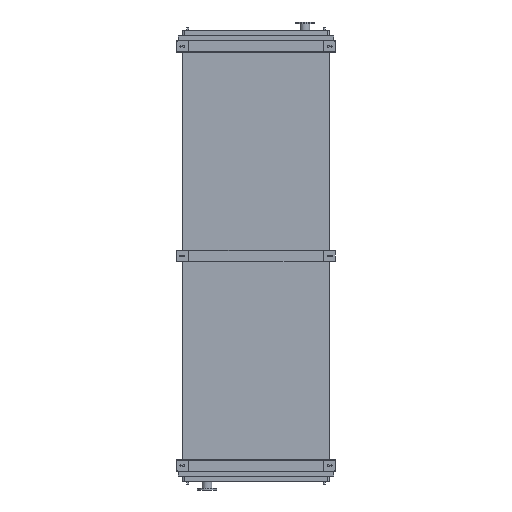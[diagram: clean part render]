
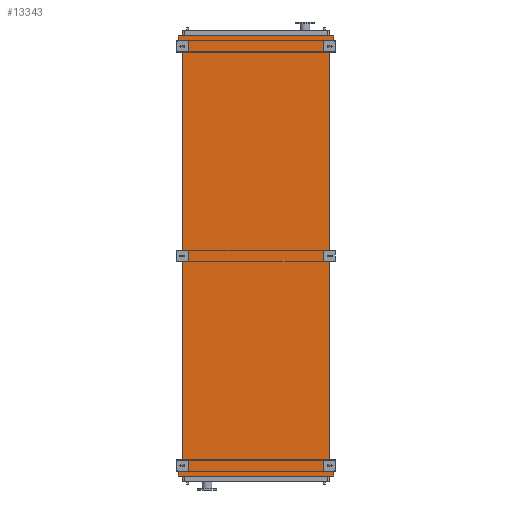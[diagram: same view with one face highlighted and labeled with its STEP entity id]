
A CAD part, front view. The second image highlights one B-rep face of the part: STEP entity #13343.
In plain terms, the highlighted planar face has unit normal (0, -1, 0).
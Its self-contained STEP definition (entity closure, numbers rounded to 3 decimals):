
#545 = LINE ( 'NONE', #14211, #31582 ) ;
#549 = EDGE_CURVE ( 'NONE', #16146, #22791, #21322, .T. ) ;
#823 = DIRECTION ( 'NONE',  ( -1., 0., 0. ) ) ;
#856 = CARTESIAN_POINT ( 'NONE',  ( 891., 0., -4945. ) ) ;
#986 = CARTESIAN_POINT ( 'NONE',  ( -845., 0., 0. ) ) ;
#1437 = EDGE_CURVE ( 'NONE', #6810, #16146, #14597, .T. ) ;
#1846 = CARTESIAN_POINT ( 'NONE',  ( 845., 0., -4850. ) ) ;
#1969 = DIRECTION ( 'NONE',  ( 0., 0., 1. ) ) ;
#2157 = CARTESIAN_POINT ( 'NONE',  ( -891., 0., -4945. ) ) ;
#2201 = CARTESIAN_POINT ( 'NONE',  ( -891., 0., 53. ) ) ;
#2416 = DIRECTION ( 'NONE',  ( 0., 0., -1. ) ) ;
#3362 = ORIENTED_EDGE ( 'NONE', *, *, #18702, .F. ) ;
#3658 = LINE ( 'NONE', #2157, #29758 ) ;
#4171 = ORIENTED_EDGE ( 'NONE', *, *, #22938, .F. ) ;
#4315 = FACE_OUTER_BOUND ( 'NONE', #32185, .T. ) ;
#4756 = CARTESIAN_POINT ( 'NONE',  ( 891., 0., -4945. ) ) ;
#4976 = LINE ( 'NONE', #856, #25531 ) ;
#5146 = DIRECTION ( 'NONE',  ( 0., 0., 1. ) ) ;
#5185 = CARTESIAN_POINT ( 'NONE',  ( 845., 0., -4850. ) ) ;
#6036 = DIRECTION ( 'NONE',  ( -0.655, 0., 0.755 ) ) ;
#6456 = VERTEX_POINT ( 'NONE', #22047 ) ;
#6673 = CARTESIAN_POINT ( 'NONE',  ( -891., 0., 95. ) ) ;
#6733 = VECTOR ( 'NONE', #2416, 1000. ) ;
#6810 = VERTEX_POINT ( 'NONE', #10156 ) ;
#7761 = EDGE_CURVE ( 'NONE', #15967, #11736, #8744, .T. ) ;
#8494 = VERTEX_POINT ( 'NONE', #9216 ) ;
#8744 = LINE ( 'NONE', #986, #28325 ) ;
#9216 = CARTESIAN_POINT ( 'NONE',  ( -845., 0., -4850. ) ) ;
#9289 = VECTOR ( 'NONE', #24204, 1000. ) ;
#9327 = ORIENTED_EDGE ( 'NONE', *, *, #549, .F. ) ;
#9720 = ORIENTED_EDGE ( 'NONE', *, *, #27550, .F. ) ;
#10134 = ORIENTED_EDGE ( 'NONE', *, *, #21608, .F. ) ;
#10156 = CARTESIAN_POINT ( 'NONE',  ( 845., 0., -4850. ) ) ;
#10537 = LINE ( 'NONE', #25082, #29831 ) ;
#11163 = VECTOR ( 'NONE', #27932, 1000. ) ;
#11337 = CARTESIAN_POINT ( 'NONE',  ( 891., 0., -4903. ) ) ;
#11681 = CARTESIAN_POINT ( 'NONE',  ( 891., 0., -4903. ) ) ;
#11736 = VERTEX_POINT ( 'NONE', #26819 ) ;
#12010 = LINE ( 'NONE', #27833, #11163 ) ;
#12222 = VERTEX_POINT ( 'NONE', #19285 ) ;
#12691 = ORIENTED_EDGE ( 'NONE', *, *, #15216, .F. ) ;
#12895 = EDGE_CURVE ( 'NONE', #6810, #28340, #18201, .T. ) ;
#13311 = EDGE_CURVE ( 'NONE', #8494, #15967, #12010, .T. ) ;
#13343 = ADVANCED_FACE ( 'NONE', ( #4315 ), #27348, .T. ) ;
#13645 = CARTESIAN_POINT ( 'NONE',  ( 845., 0., 0. ) ) ;
#13677 = VECTOR ( 'NONE', #27943, 1000. ) ;
#14211 = CARTESIAN_POINT ( 'NONE',  ( -891., 0., 95. ) ) ;
#14597 = LINE ( 'NONE', #1846, #32469 ) ;
#15216 = EDGE_CURVE ( 'NONE', #22791, #31747, #4976, .T. ) ;
#15967 = VERTEX_POINT ( 'NONE', #28787 ) ;
#16119 = VECTOR ( 'NONE', #20244, 1000. ) ;
#16146 = VERTEX_POINT ( 'NONE', #11337 ) ;
#16540 = CARTESIAN_POINT ( 'NONE',  ( -891., 0., -4903. ) ) ;
#18201 = LINE ( 'NONE', #5185, #30373 ) ;
#18397 = ORIENTED_EDGE ( 'NONE', *, *, #7761, .F. ) ;
#18702 = EDGE_CURVE ( 'NONE', #28514, #28340, #10537, .T. ) ;
#19285 = CARTESIAN_POINT ( 'NONE',  ( 891., 0., 95. ) ) ;
#19550 = VERTEX_POINT ( 'NONE', #6673 ) ;
#20244 = DIRECTION ( 'NONE',  ( 0., 0., 1. ) ) ;
#21322 = LINE ( 'NONE', #11681, #6733 ) ;
#21608 = EDGE_CURVE ( 'NONE', #12222, #28514, #22051, .T. ) ;
#22047 = CARTESIAN_POINT ( 'NONE',  ( -891., 0., -4903. ) ) ;
#22051 = LINE ( 'NONE', #27843, #13677 ) ;
#22099 = CARTESIAN_POINT ( 'NONE',  ( 891., 0., 53. ) ) ;
#22261 = AXIS2_PLACEMENT_3D ( 'NONE', #25539, #24986, #24769 ) ;
#22791 = VERTEX_POINT ( 'NONE', #4756 ) ;
#22938 = EDGE_CURVE ( 'NONE', #31747, #6456, #3658, .T. ) ;
#24204 = DIRECTION ( 'NONE',  ( 0.655, 0., 0.755 ) ) ;
#24362 = LINE ( 'NONE', #2201, #16119 ) ;
#24769 = DIRECTION ( 'NONE',  ( 0., 0., -1. ) ) ;
#24986 = DIRECTION ( 'NONE',  ( 0., -1., 0. ) ) ;
#25082 = CARTESIAN_POINT ( 'NONE',  ( 891., 0., 53. ) ) ;
#25299 = DIRECTION ( 'NONE',  ( -0.655, 0., -0.755 ) ) ;
#25471 = ORIENTED_EDGE ( 'NONE', *, *, #29861, .F. ) ;
#25531 = VECTOR ( 'NONE', #823, 1000. ) ;
#25539 = CARTESIAN_POINT ( 'NONE',  ( -845., 0., -4850. ) ) ;
#26092 = EDGE_CURVE ( 'NONE', #6456, #8494, #29502, .T. ) ;
#26819 = CARTESIAN_POINT ( 'NONE',  ( -891., 0., 53. ) ) ;
#27348 = PLANE ( 'NONE',  #22261 ) ;
#27386 = ORIENTED_EDGE ( 'NONE', *, *, #26092, .F. ) ;
#27550 = EDGE_CURVE ( 'NONE', #11736, #19550, #24362, .T. ) ;
#27783 = ORIENTED_EDGE ( 'NONE', *, *, #1437, .F. ) ;
#27833 = CARTESIAN_POINT ( 'NONE',  ( -845., 0., -4850. ) ) ;
#27843 = CARTESIAN_POINT ( 'NONE',  ( 891., 0., 95. ) ) ;
#27932 = DIRECTION ( 'NONE',  ( 0., 0., 1. ) ) ;
#27943 = DIRECTION ( 'NONE',  ( 0., 0., -1. ) ) ;
#28067 = ORIENTED_EDGE ( 'NONE', *, *, #12895, .T. ) ;
#28325 = VECTOR ( 'NONE', #6036, 1000. ) ;
#28340 = VERTEX_POINT ( 'NONE', #13645 ) ;
#28514 = VERTEX_POINT ( 'NONE', #22099 ) ;
#28787 = CARTESIAN_POINT ( 'NONE',  ( -845., 0., 0. ) ) ;
#29116 = DIRECTION ( 'NONE',  ( 1., 0., 0. ) ) ;
#29502 = LINE ( 'NONE', #16540, #9289 ) ;
#29529 = CARTESIAN_POINT ( 'NONE',  ( -891., 0., -4945. ) ) ;
#29758 = VECTOR ( 'NONE', #1969, 1000. ) ;
#29831 = VECTOR ( 'NONE', #25299, 1000. ) ;
#29861 = EDGE_CURVE ( 'NONE', #19550, #12222, #545, .T. ) ;
#30373 = VECTOR ( 'NONE', #5146, 1000. ) ;
#31267 = ORIENTED_EDGE ( 'NONE', *, *, #13311, .F. ) ;
#31302 = DIRECTION ( 'NONE',  ( 0.655, 0., -0.755 ) ) ;
#31582 = VECTOR ( 'NONE', #29116, 1000. ) ;
#31747 = VERTEX_POINT ( 'NONE', #29529 ) ;
#32185 = EDGE_LOOP ( 'NONE', ( #28067, #3362, #10134, #25471, #9720, #18397, #31267, #27386, #4171, #12691, #9327, #27783 ) ) ;
#32469 = VECTOR ( 'NONE', #31302, 1000. ) ;
